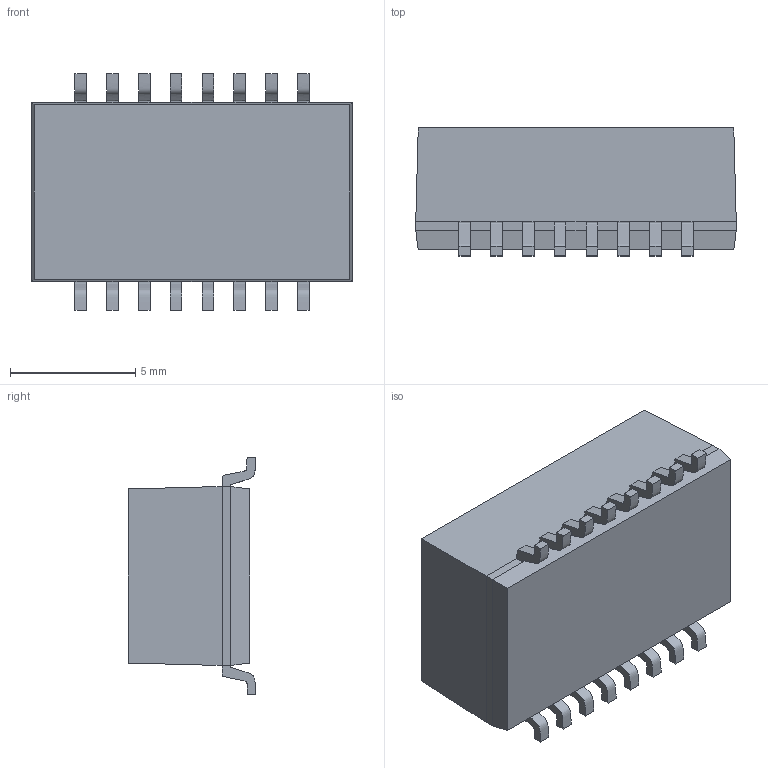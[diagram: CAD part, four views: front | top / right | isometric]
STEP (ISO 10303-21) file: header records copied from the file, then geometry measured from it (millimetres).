
FILE_DESCRIPTION (( 'STEP AP214' ), '1' );
FILE_NAME ('TM1188NL.STEP', '2022-11-04T09:31:26', ( '' ), ( '' ), 'SwSTEP 2.0', 'SolidWorks 2022', '' );
FILE_SCHEMA (( 'AUTOMOTIVE_DESIGN' ));
Length unit declared in the file: millimetre
Products named in the file (1): TM1188NL
Bounding box: 12.8 x 5.1 x 9.45 mm (x, y, z)
Volume: 439.6 mm3; surface area: 417.4 mm2
Topology: 1 solids, 1 shells, 392 faces, 993 edges, 638 vertices
Faces by surface type: plane 261, bspline 129, cylinder 2
Entity records: 19666 total; most frequent: CARTESIAN_POINT 10817, ORIENTED_EDGE 1986, DIRECTION 1267, EDGE_CURVE 993, LINE 731, VECTOR 731, VERTEX_POINT 638, EDGE_LOOP 427
